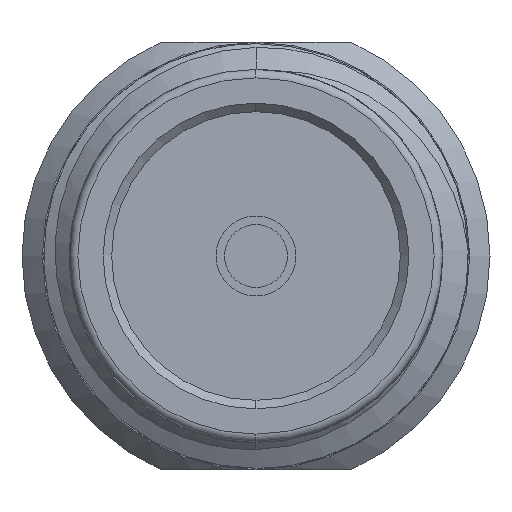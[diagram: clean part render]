
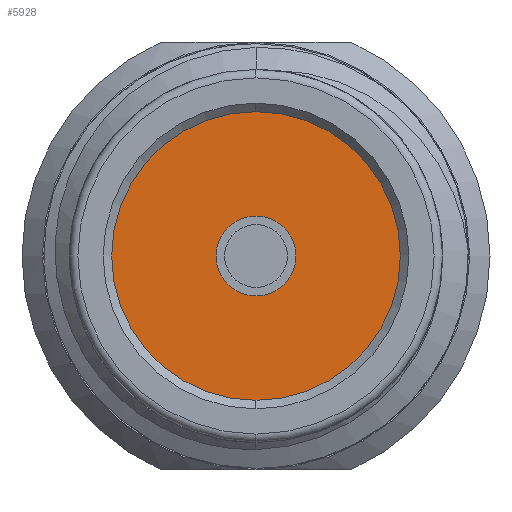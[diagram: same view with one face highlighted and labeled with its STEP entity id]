
A CAD part, left-side view. The second image highlights one B-rep face of the part: STEP entity #5928.
In plain terms, the highlighted planar face has unit normal (-1, 0, 0).
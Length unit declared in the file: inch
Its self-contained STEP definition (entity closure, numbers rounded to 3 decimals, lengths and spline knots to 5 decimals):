
#16 = CIRCLE ( 'NONE', #5419, 0.085 ) ;
#76 = DIRECTION ( 'NONE',  ( 0., 0., 1. ) ) ;
#124 = ORIENTED_EDGE ( 'NONE', *, *, #3565, .F. ) ;
#242 = FACE_OUTER_BOUND ( 'NONE', #3810, .T. ) ;
#303 = CARTESIAN_POINT ( 'NONE',  ( 0.185, 0., 0. ) ) ;
#650 = ORIENTED_EDGE ( 'NONE', *, *, #5025, .T. ) ;
#749 = CIRCLE ( 'NONE', #6309, 0.085 ) ;
#849 = ORIENTED_EDGE ( 'NONE', *, *, #3544, .F. ) ;
#1040 = CARTESIAN_POINT ( 'NONE',  ( 0.185, 0., -0.0235 ) ) ;
#1446 = EDGE_LOOP ( 'NONE', ( #849, #124 ) ) ;
#1587 = CARTESIAN_POINT ( 'NONE',  ( 0.185, 0., 0. ) ) ;
#1705 = ORIENTED_EDGE ( 'NONE', *, *, #5786, .T. ) ;
#1770 = DIRECTION ( 'NONE',  ( 0., 0., 1. ) ) ;
#2169 = CARTESIAN_POINT ( 'NONE',  ( 0.185, 0., 0. ) ) ;
#2254 = DIRECTION ( 'NONE',  ( -1., 0., 0. ) ) ;
#2582 = DIRECTION ( 'NONE',  ( 0., 0., 1. ) ) ;
#2686 = VERTEX_POINT ( 'NONE', #3694 ) ;
#2720 = DIRECTION ( 'NONE',  ( 0., 0., 1. ) ) ;
#2791 = CIRCLE ( 'NONE', #4182, 0.0235 ) ;
#2884 = CARTESIAN_POINT ( 'NONE',  ( 0.185, 0., 0.085 ) ) ;
#2941 = CIRCLE ( 'NONE', #5831, 0.0235 ) ;
#2961 = DIRECTION ( 'NONE',  ( -1., 0., 0. ) ) ;
#3035 = DIRECTION ( 'NONE',  ( -1., 0., 0. ) ) ;
#3125 = VERTEX_POINT ( 'NONE', #3232 ) ;
#3232 = CARTESIAN_POINT ( 'NONE',  ( 0.185, 0., 0.0235 ) ) ;
#3469 = CARTESIAN_POINT ( 'NONE',  ( 0.185, 0., 0. ) ) ;
#3544 = EDGE_CURVE ( 'NONE', #3125, #5768, #2941, .T. ) ;
#3565 = EDGE_CURVE ( 'NONE', #5768, #3125, #2791, .T. ) ;
#3643 = AXIS2_PLACEMENT_3D ( 'NONE', #2169, #5220, #1770 ) ;
#3694 = CARTESIAN_POINT ( 'NONE',  ( 0.185, 0., -0.085 ) ) ;
#3810 = EDGE_LOOP ( 'NONE', ( #650, #1705 ) ) ;
#4182 = AXIS2_PLACEMENT_3D ( 'NONE', #1587, #5053, #2582 ) ;
#4441 = DIRECTION ( 'NONE',  ( 0., 0., 1. ) ) ;
#4586 = VERTEX_POINT ( 'NONE', #2884 ) ;
#4630 = PLANE ( 'NONE',  #3643 ) ;
#5025 = EDGE_CURVE ( 'NONE', #4586, #2686, #749, .T. ) ;
#5053 = DIRECTION ( 'NONE',  ( -1., 0., 0. ) ) ;
#5220 = DIRECTION ( 'NONE',  ( -1., 0., 0. ) ) ;
#5419 = AXIS2_PLACEMENT_3D ( 'NONE', #3469, #2961, #4441 ) ;
#5505 = CARTESIAN_POINT ( 'NONE',  ( 0.185, 0., 0. ) ) ;
#5768 = VERTEX_POINT ( 'NONE', #1040 ) ;
#5786 = EDGE_CURVE ( 'NONE', #2686, #4586, #16, .T. ) ;
#5831 = AXIS2_PLACEMENT_3D ( 'NONE', #5505, #3035, #76 ) ;
#5928 = ADVANCED_FACE ( 'NONE', ( #6218, #242 ), #4630, .T. ) ;
#6218 = FACE_BOUND ( 'NONE', #1446, .T. ) ;
#6309 = AXIS2_PLACEMENT_3D ( 'NONE', #303, #2254, #2720 ) ;
